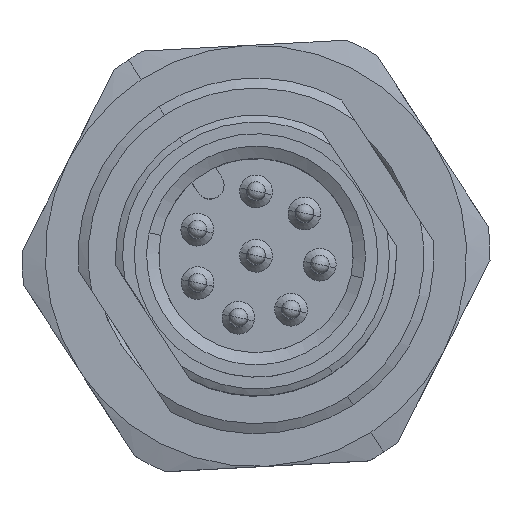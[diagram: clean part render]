
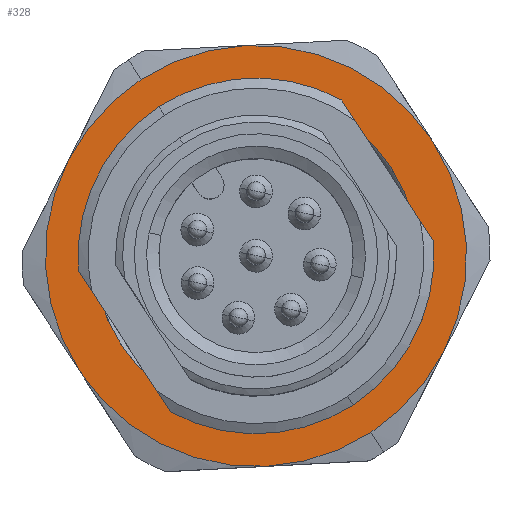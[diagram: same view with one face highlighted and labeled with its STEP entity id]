
A CAD part, top view. The second image highlights one B-rep face of the part: STEP entity #328.
In plain terms, the highlighted planar face has unit normal (0, 0, 1).
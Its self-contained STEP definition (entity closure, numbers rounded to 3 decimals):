
#73=AXIS2_PLACEMENT_3D('Circle Axis2P3D',#71,#72,$) ;
#90=AXIS2_PLACEMENT_3D('Circle Axis2P3D',#88,#89,$) ;
#256=AXIS2_PLACEMENT_3D('Plane Axis2P3D',#253,#254,#255) ;
#260=AXIS2_PLACEMENT_3D('Circle Axis2P3D',#258,#259,$) ;
#269=AXIS2_PLACEMENT_3D('Circle Axis2P3D',#267,#268,$) ;
#276=AXIS2_PLACEMENT_3D('Circle Axis2P3D',#274,#275,$) ;
#283=AXIS2_PLACEMENT_3D('Circle Axis2P3D',#281,#282,$) ;
#290=AXIS2_PLACEMENT_3D('Circle Axis2P3D',#288,#289,$) ;
#297=AXIS2_PLACEMENT_3D('Circle Axis2P3D',#295,#296,$) ;
#304=AXIS2_PLACEMENT_3D('Circle Axis2P3D',#302,#303,$) ;
#311=AXIS2_PLACEMENT_3D('Circle Axis2P3D',#309,#310,$) ;
#42=CARTESIAN_POINT('Vertex',(13.762,3.437,16.8)) ;
#68=CARTESIAN_POINT('Vertex',(6.234,15.003,16.8)) ;
#71=CARTESIAN_POINT('Axis2P3D Location',(9.998,9.22,16.8)) ;
#88=CARTESIAN_POINT('Axis2P3D Location',(9.998,9.22,16.8)) ;
#253=CARTESIAN_POINT('Axis2P3D Location',(9.998,9.22,16.8)) ;
#258=CARTESIAN_POINT('Axis2P3D Location',(9.998,9.22,16.8)) ;
#262=CARTESIAN_POINT('Vertex',(17.541,14.13,16.8)) ;
#264=CARTESIAN_POINT('Vertex',(9.518,18.207,16.8)) ;
#267=CARTESIAN_POINT('Axis2P3D Location',(9.998,9.22,16.8)) ;
#271=CARTESIAN_POINT('Vertex',(5.088,16.763,16.8)) ;
#274=CARTESIAN_POINT('Axis2P3D Location',(9.998,9.22,16.8)) ;
#278=CARTESIAN_POINT('Vertex',(1.975,13.297,16.8)) ;
#281=CARTESIAN_POINT('Axis2P3D Location',(9.998,9.22,16.8)) ;
#285=CARTESIAN_POINT('Vertex',(2.455,4.31,16.8)) ;
#288=CARTESIAN_POINT('Axis2P3D Location',(9.998,9.22,16.8)) ;
#292=CARTESIAN_POINT('Vertex',(10.479,0.233,16.8)) ;
#295=CARTESIAN_POINT('Axis2P3D Location',(9.998,9.22,16.8)) ;
#299=CARTESIAN_POINT('Vertex',(14.908,1.677,16.8)) ;
#302=CARTESIAN_POINT('Axis2P3D Location',(9.998,9.22,16.8)) ;
#306=CARTESIAN_POINT('Vertex',(18.022,5.143,16.8)) ;
#309=CARTESIAN_POINT('Axis2P3D Location',(9.998,9.22,16.8)) ;
#72=DIRECTION('Axis2P3D Direction',(0.,0.,1.)) ;
#89=DIRECTION('Axis2P3D Direction',(0.,0.,1.)) ;
#254=DIRECTION('Axis2P3D Direction',(0.,0.,1.)) ;
#255=DIRECTION('Axis2P3D XDirection',(-0.546,0.838,0.)) ;
#259=DIRECTION('Axis2P3D Direction',(0.,0.,1.)) ;
#268=DIRECTION('Axis2P3D Direction',(0.,0.,1.)) ;
#275=DIRECTION('Axis2P3D Direction',(0.,0.,1.)) ;
#282=DIRECTION('Axis2P3D Direction',(0.,0.,1.)) ;
#289=DIRECTION('Axis2P3D Direction',(0.,0.,1.)) ;
#296=DIRECTION('Axis2P3D Direction',(0.,0.,1.)) ;
#303=DIRECTION('Axis2P3D Direction',(0.,0.,1.)) ;
#310=DIRECTION('Axis2P3D Direction',(0.,0.,1.)) ;
#315=ORIENTED_EDGE('',*,*,#266,.T.) ;
#316=ORIENTED_EDGE('',*,*,#273,.T.) ;
#317=ORIENTED_EDGE('',*,*,#280,.T.) ;
#318=ORIENTED_EDGE('',*,*,#287,.T.) ;
#319=ORIENTED_EDGE('',*,*,#294,.T.) ;
#320=ORIENTED_EDGE('',*,*,#301,.T.) ;
#321=ORIENTED_EDGE('',*,*,#308,.T.) ;
#322=ORIENTED_EDGE('',*,*,#313,.T.) ;
#325=ORIENTED_EDGE('',*,*,#75,.T.) ;
#326=ORIENTED_EDGE('',*,*,#92,.T.) ;
#327=FACE_BOUND('',#324,.T.) ;
#328=ADVANCED_FACE('Hauptkoerper',(#323,#327),#257,.T.) ;
#74=CIRCLE('generated circle',#73,6.9) ;
#91=CIRCLE('generated circle',#90,6.9) ;
#261=CIRCLE('generated circle',#260,9.) ;
#270=CIRCLE('generated circle',#269,9.) ;
#277=CIRCLE('generated circle',#276,9.) ;
#284=CIRCLE('generated circle',#283,9.) ;
#291=CIRCLE('generated circle',#290,9.) ;
#298=CIRCLE('generated circle',#297,9.) ;
#305=CIRCLE('generated circle',#304,9.) ;
#312=CIRCLE('generated circle',#311,9.) ;
#75=EDGE_CURVE('',#43,#69,#74,.F.) ;
#92=EDGE_CURVE('',#69,#43,#91,.F.) ;
#266=EDGE_CURVE('',#263,#265,#261,.T.) ;
#273=EDGE_CURVE('',#265,#272,#270,.T.) ;
#280=EDGE_CURVE('',#272,#279,#277,.T.) ;
#287=EDGE_CURVE('',#279,#286,#284,.T.) ;
#294=EDGE_CURVE('',#286,#293,#291,.T.) ;
#301=EDGE_CURVE('',#293,#300,#298,.T.) ;
#308=EDGE_CURVE('',#300,#307,#305,.T.) ;
#313=EDGE_CURVE('',#307,#263,#312,.T.) ;
#314=EDGE_LOOP('',(#315,#316,#317,#318,#319,#320,#321,#322)) ;
#324=EDGE_LOOP('',(#325,#326)) ;
#323=FACE_OUTER_BOUND('',#314,.T.) ;
#257=PLANE('',#256) ;
#43=VERTEX_POINT('',#42) ;
#69=VERTEX_POINT('',#68) ;
#263=VERTEX_POINT('',#262) ;
#265=VERTEX_POINT('',#264) ;
#272=VERTEX_POINT('',#271) ;
#279=VERTEX_POINT('',#278) ;
#286=VERTEX_POINT('',#285) ;
#293=VERTEX_POINT('',#292) ;
#300=VERTEX_POINT('',#299) ;
#307=VERTEX_POINT('',#306) ;
